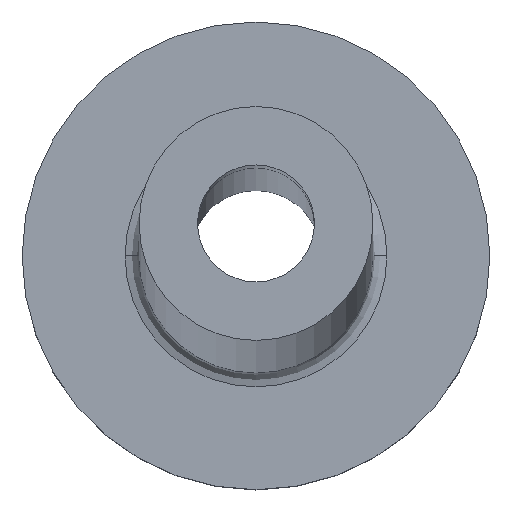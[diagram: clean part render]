
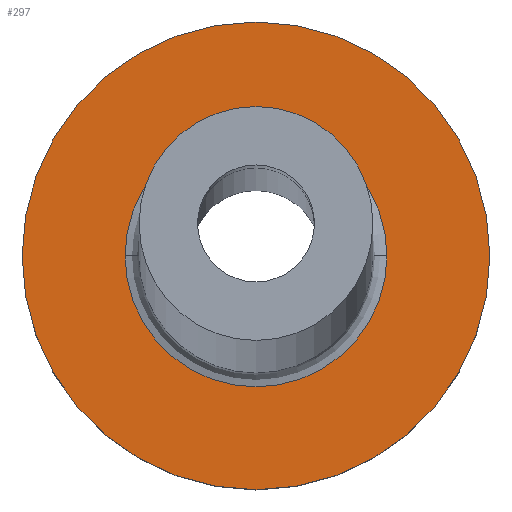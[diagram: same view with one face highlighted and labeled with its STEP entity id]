
A CAD part, top view. The second image highlights one B-rep face of the part: STEP entity #297.
In plain terms, the highlighted planar face has unit normal (0, 0, 1).
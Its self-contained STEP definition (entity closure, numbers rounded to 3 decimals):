
#27 = DIRECTION ( 'NONE',  ( 1., 0., 0. ) ) ;
#28 = ORIENTED_EDGE ( 'NONE', *, *, #215, .T. ) ;
#60 = PLANE ( 'NONE',  #138 ) ;
#95 = CARTESIAN_POINT ( 'NONE',  ( 0., 0., 3. ) ) ;
#105 = ORIENTED_EDGE ( 'NONE', *, *, #380, .T. ) ;
#107 = CIRCLE ( 'NONE', #246, 5. ) ;
#111 = EDGE_CURVE ( 'NONE', #274, #312, #176, .T. ) ;
#116 = DIRECTION ( 'NONE',  ( 0., 0., 1. ) ) ;
#131 = DIRECTION ( 'NONE',  ( 1., 0., 0. ) ) ;
#138 = AXIS2_PLACEMENT_3D ( 'NONE', #167, #207, #27 ) ;
#151 = CARTESIAN_POINT ( 'NONE',  ( 0., 0., 3. ) ) ;
#155 = CARTESIAN_POINT ( 'NONE',  ( 2.8, 0., 3. ) ) ;
#167 = CARTESIAN_POINT ( 'NONE',  ( 0., 0., 3. ) ) ;
#170 = DIRECTION ( 'NONE',  ( 0., 0., 1. ) ) ;
#174 = VERTEX_POINT ( 'NONE', #155 ) ;
#176 = CIRCLE ( 'NONE', #457, 5. ) ;
#181 = EDGE_LOOP ( 'NONE', ( #310, #28 ) ) ;
#207 = DIRECTION ( 'NONE',  ( 0., 0., 1. ) ) ;
#211 = DIRECTION ( 'NONE',  ( 1., 0., 0. ) ) ;
#215 = EDGE_CURVE ( 'NONE', #420, #174, #377, .T. ) ;
#227 = DIRECTION ( 'NONE',  ( 0., 0., -1. ) ) ;
#230 = CIRCLE ( 'NONE', #294, 2.8 ) ;
#235 = ORIENTED_EDGE ( 'NONE', *, *, #111, .T. ) ;
#246 = AXIS2_PLACEMENT_3D ( 'NONE', #368, #170, #211 ) ;
#271 = CARTESIAN_POINT ( 'NONE',  ( -5., 0., 3. ) ) ;
#274 = VERTEX_POINT ( 'NONE', #328 ) ;
#281 = CARTESIAN_POINT ( 'NONE',  ( -2.8, 0., 3. ) ) ;
#294 = AXIS2_PLACEMENT_3D ( 'NONE', #95, #451, #131 ) ;
#297 = ADVANCED_FACE ( 'NONE', ( #381, #300 ), #60, .T. ) ;
#300 = FACE_OUTER_BOUND ( 'NONE', #352, .T. ) ;
#310 = ORIENTED_EDGE ( 'NONE', *, *, #390, .T. ) ;
#312 = VERTEX_POINT ( 'NONE', #271 ) ;
#322 = DIRECTION ( 'NONE',  ( 1., 0., 0. ) ) ;
#328 = CARTESIAN_POINT ( 'NONE',  ( 5., 0., 3. ) ) ;
#352 = EDGE_LOOP ( 'NONE', ( #105, #235 ) ) ;
#366 = DIRECTION ( 'NONE',  ( 1., 0., 0. ) ) ;
#368 = CARTESIAN_POINT ( 'NONE',  ( 0., 0., 3. ) ) ;
#377 = CIRCLE ( 'NONE', #450, 2.8 ) ;
#380 = EDGE_CURVE ( 'NONE', #312, #274, #107, .T. ) ;
#381 = FACE_BOUND ( 'NONE', #181, .T. ) ;
#390 = EDGE_CURVE ( 'NONE', #174, #420, #230, .T. ) ;
#406 = CARTESIAN_POINT ( 'NONE',  ( 0., 0., 3. ) ) ;
#420 = VERTEX_POINT ( 'NONE', #281 ) ;
#450 = AXIS2_PLACEMENT_3D ( 'NONE', #406, #227, #366 ) ;
#451 = DIRECTION ( 'NONE',  ( 0., 0., -1. ) ) ;
#457 = AXIS2_PLACEMENT_3D ( 'NONE', #151, #116, #322 ) ;
